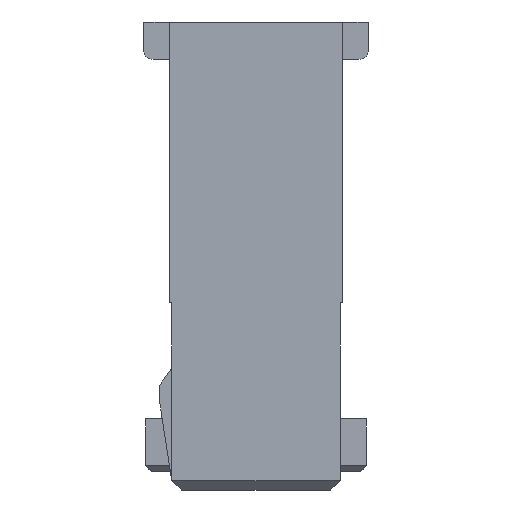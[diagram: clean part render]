
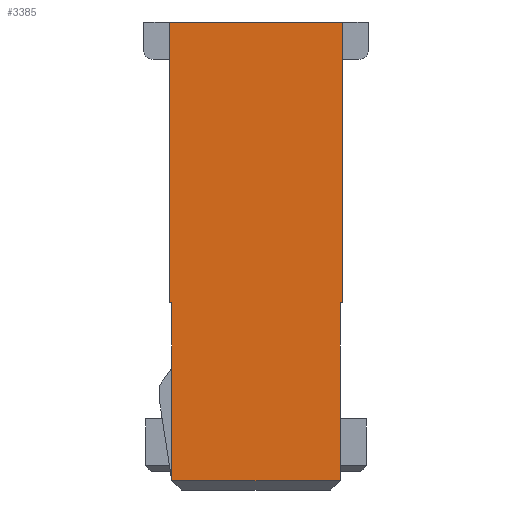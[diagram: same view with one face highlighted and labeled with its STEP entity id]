
A CAD part, left-side view. The second image highlights one B-rep face of the part: STEP entity #3385.
In plain terms, the highlighted planar face has unit normal (-1, 0, 0).
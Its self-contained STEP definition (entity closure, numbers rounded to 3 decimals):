
#754=ORIENTED_EDGE('',*,*,#1003,.T.);
#755=ORIENTED_EDGE('',*,*,#1344,.T.);
#756=ORIENTED_EDGE('',*,*,#1397,.T.);
#757=ORIENTED_EDGE('',*,*,#1386,.T.);
#758=ORIENTED_EDGE('',*,*,#1052,.T.);
#759=ORIENTED_EDGE('',*,*,#1398,.T.);
#760=ORIENTED_EDGE('',*,*,#1084,.T.);
#761=ORIENTED_EDGE('',*,*,#1352,.T.);
#1003=EDGE_CURVE('',#1481,#1480,#1788,.T.);
#1052=EDGE_CURVE('',#1520,#1519,#1833,.T.);
#1084=EDGE_CURVE('',#1542,#1541,#1861,.T.);
#1344=EDGE_CURVE('',#1480,#1716,#2119,.T.);
#1352=EDGE_CURVE('',#1541,#1481,#2127,.T.);
#1386=EDGE_CURVE('',#1736,#1520,#2161,.T.);
#1397=EDGE_CURVE('',#1716,#1736,#2172,.T.);
#1398=EDGE_CURVE('',#1519,#1542,#2173,.T.);
#1480=VERTEX_POINT('',#4492);
#1481=VERTEX_POINT('',#4494);
#1519=VERTEX_POINT('',#4591);
#1520=VERTEX_POINT('',#4593);
#1541=VERTEX_POINT('',#4656);
#1542=VERTEX_POINT('',#4658);
#1716=VERTEX_POINT('',#5180);
#1736=VERTEX_POINT('',#5261);
#1788=LINE('',#4493,#2253);
#1833=LINE('',#4592,#2298);
#1861=LINE('',#4657,#2326);
#2119=LINE('',#5181,#2584);
#2127=LINE('',#5195,#2592);
#2161=LINE('',#5260,#2626);
#2172=LINE('',#5281,#2637);
#2173=LINE('',#5282,#2638);
#2253=VECTOR('',#3642,1000.);
#2298=VECTOR('',#3717,1000.);
#2326=VECTOR('',#3775,1000.);
#2584=VECTOR('',#4215,1000.);
#2592=VECTOR('',#4229,1000.);
#2626=VECTOR('',#4293,1000.);
#2637=VECTOR('',#4314,1000.);
#2638=VECTOR('',#4315,1000.);
#2850=EDGE_LOOP('',(#754,#755,#756,#757,#758,#759,#760,#761));
#3035=FACE_BOUND('',#2850,.T.);
#3210=PLANE('',#3586);
#3385=ADVANCED_FACE('',(#3035),#3210,.T.);
#3586=AXIS2_PLACEMENT_3D('',#5280,#4312,#4313);
#3642=DIRECTION('',(0.,0.,-1.));
#3717=DIRECTION('',(0.,0.,1.));
#3775=DIRECTION('',(0.,0.,-1.));
#4215=DIRECTION('',(0.,-1.,0.));
#4229=DIRECTION('',(0.,-1.,0.));
#4293=DIRECTION('',(0.,-1.,0.));
#4312=DIRECTION('',(-1.,0.,0.));
#4313=DIRECTION('',(0.,0.,1.));
#4314=DIRECTION('',(0.,0.,1.));
#4315=DIRECTION('',(0.,1.,0.));
#4492=CARTESIAN_POINT('',(-5.,4.5,-12.));
#4493=CARTESIAN_POINT('',(-5.,4.5,-2.5));
#4494=CARTESIAN_POINT('',(-5.,4.5,-2.5));
#4591=CARTESIAN_POINT('',(-5.,-4.625,12.5));
#4592=CARTESIAN_POINT('',(-5.,-4.625,12.5));
#4593=CARTESIAN_POINT('',(-5.,-4.625,-2.5));
#4656=CARTESIAN_POINT('',(-5.,4.625,-2.5));
#4657=CARTESIAN_POINT('',(-5.,4.625,12.5));
#4658=CARTESIAN_POINT('',(-5.,4.625,12.5));
#5180=CARTESIAN_POINT('',(-5.,-4.5,-12.));
#5181=CARTESIAN_POINT('',(-5.,-4.5,-12.));
#5195=CARTESIAN_POINT('',(-5.,4.625,-2.5));
#5260=CARTESIAN_POINT('',(-5.,-4.625,-2.5));
#5261=CARTESIAN_POINT('',(-5.,-4.5,-2.5));
#5280=CARTESIAN_POINT('',(-5.,0.,0.));
#5281=CARTESIAN_POINT('',(-5.,-4.5,-2.5));
#5282=CARTESIAN_POINT('',(-5.,4.625,12.5));
